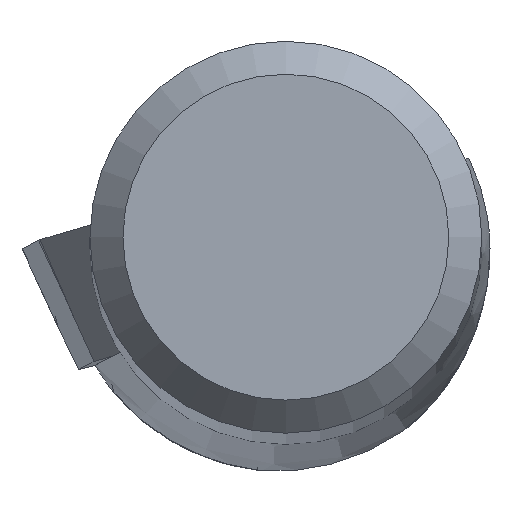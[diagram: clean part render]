
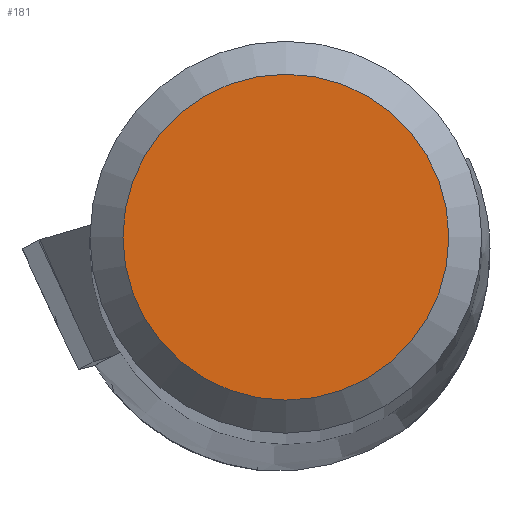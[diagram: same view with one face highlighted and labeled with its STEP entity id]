
A CAD part, top view. The second image highlights one B-rep face of the part: STEP entity #181.
In plain terms, the highlighted planar face has unit normal (0, 0, 1).
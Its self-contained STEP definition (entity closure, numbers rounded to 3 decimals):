
#142=FACE_OUTER_BOUND('',#270,.T.);
#181=ADVANCED_FACE('',(#142),#206,.T.);
#206=PLANE('',#878);
#270=EDGE_LOOP('',(#420));
#302=CIRCLE('',#874,1.976);
#420=ORIENTED_EDGE('',*,*,#623,.T.);
#543=VERTEX_POINT('',#1389);
#623=EDGE_CURVE('',#543,#543,#302,.T.);
#874=AXIS2_PLACEMENT_3D('',#1388,#1041,#1042);
#878=AXIS2_PLACEMENT_3D('',#1394,#1049,#1050);
#1041=DIRECTION('',(0.,0.,1.));
#1042=DIRECTION('',(1.,0.,0.));
#1049=DIRECTION('',(0.,0.,1.));
#1050=DIRECTION('',(1.,0.,0.));
#1388=CARTESIAN_POINT('',(0.,0.,0.));
#1389=CARTESIAN_POINT('',(1.976,0.,0.));
#1394=CARTESIAN_POINT('',(0.,0.,
0.));
